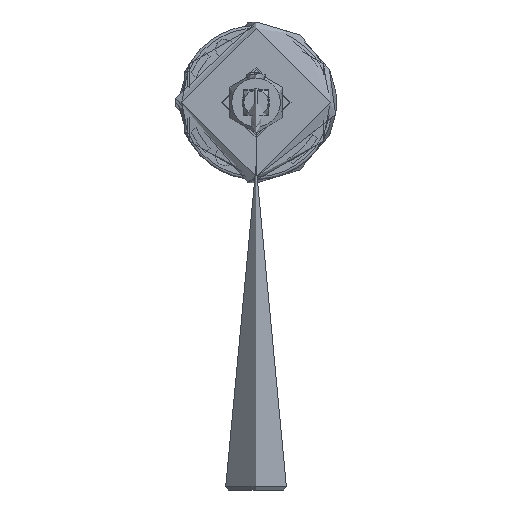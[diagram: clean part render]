
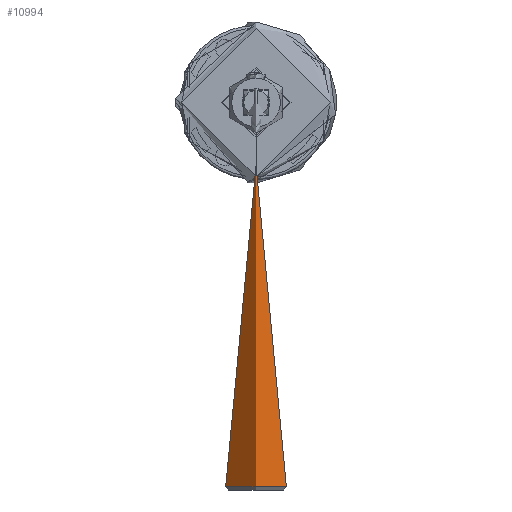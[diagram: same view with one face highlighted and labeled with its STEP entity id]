
A CAD part, left-side view. The second image highlights one B-rep face of the part: STEP entity #10994.
In plain terms, the highlighted cylindrical face has radius 9.8 mm (diameter 19.6 mm), a full revolution.
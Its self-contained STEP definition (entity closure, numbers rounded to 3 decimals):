
#476 =( BOUNDED_CURVE ( )  B_SPLINE_CURVE ( 3, ( #2189, #3556, #4949, #3620, #13680, #18047, #14994 ),
 .UNSPECIFIED., .T., .F. ) 
 B_SPLINE_CURVE_WITH_KNOTS ( ( 4, 3, 4 ),
 ( 0., 3.142, 6.283 ),
 .UNSPECIFIED. ) 
 CURVE ( )  GEOMETRIC_REPRESENTATION_ITEM ( )  RATIONAL_B_SPLINE_CURVE ( ( 1., 0.333, 0.333, 1., 0.333, 0.333, 1. ) ) 
 REPRESENTATION_ITEM ( '' )  );
#1238 = CARTESIAN_POINT ( 'NONE',  ( -134., 0., 70. ) ) ;
#1566 = EDGE_CURVE ( 'NONE', #6094, #6094, #476, .T. ) ;
#2189 = CARTESIAN_POINT ( 'NONE',  ( -30., 0., 70. ) ) ;
#2710 = CARTESIAN_POINT ( 'NONE',  ( -39.8, 0., 60.2 ) ) ;
#2757 = ORIENTED_EDGE ( 'NONE', *, *, #3167, .T. ) ;
#3167 = EDGE_CURVE ( 'NONE', #11476, #11476, #13356, .T. ) ;
#3556 = CARTESIAN_POINT ( 'NONE',  ( -30., 19.6, 70. ) ) ;
#3620 = CARTESIAN_POINT ( 'NONE',  ( -49.6, 0., 50.4 ) ) ;
#4196 = FACE_OUTER_BOUND ( 'NONE', #16263, .T. ) ;
#4405 = CARTESIAN_POINT ( 'NONE',  ( -134., 0., 60.2 ) ) ;
#4949 = CARTESIAN_POINT ( 'NONE',  ( -49.6, 19.6, 50.4 ) ) ;
#5975 = DIRECTION ( 'NONE',  ( 1., 0., 0. ) ) ;
#6079 = AXIS2_PLACEMENT_3D ( 'NONE', #4405, #5975, #17318 ) ;
#6094 = VERTEX_POINT ( 'NONE', #8403 ) ;
#8403 = CARTESIAN_POINT ( 'NONE',  ( -30., 0., 70. ) ) ;
#9929 = DIRECTION ( 'NONE',  ( -1., 0., 0. ) ) ;
#10697 = AXIS2_PLACEMENT_3D ( 'NONE', #2710, #9929, #14070 ) ;
#10994 = ADVANCED_FACE ( 'NONE', ( #12300, #4196 ), #16797, .T. ) ;
#11476 = VERTEX_POINT ( 'NONE', #1238 ) ;
#12300 = FACE_OUTER_BOUND ( 'NONE', #12785, .T. ) ;
#12785 = EDGE_LOOP ( 'NONE', ( #2757 ) ) ;
#13356 = CIRCLE ( 'NONE', #6079, 9.8 ) ;
#13680 = CARTESIAN_POINT ( 'NONE',  ( -49.6, -19.6, 50.4 ) ) ;
#14070 = DIRECTION ( 'NONE',  ( 0., 0., 1. ) ) ;
#14567 = ORIENTED_EDGE ( 'NONE', *, *, #1566, .T. ) ;
#14994 = CARTESIAN_POINT ( 'NONE',  ( -30., 0., 70. ) ) ;
#16263 = EDGE_LOOP ( 'NONE', ( #14567 ) ) ;
#16797 = CYLINDRICAL_SURFACE ( 'NONE', #10697, 9.8 ) ;
#17318 = DIRECTION ( 'NONE',  ( 0., 0., 1. ) ) ;
#18047 = CARTESIAN_POINT ( 'NONE',  ( -30., -19.6, 70. ) ) ;
